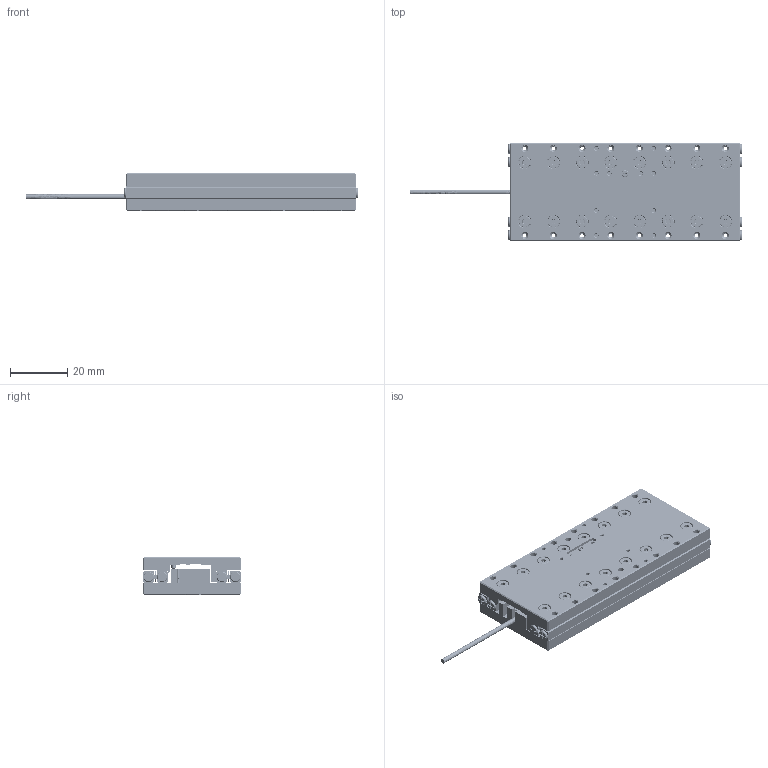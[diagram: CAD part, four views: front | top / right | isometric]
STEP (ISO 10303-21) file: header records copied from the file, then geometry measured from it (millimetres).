
FILE_DESCRIPTION(/* description */ (''),/* implementation_level */ '2;1');
FILE_NAME(/* name */ 'assy_1101_080_000_J6.stp',/* time_stamp */ '2024-03-18T17:07:52+01:00',/* author */ (''),/* organization */ (''),/* preprocessor_version */ 'ST-DEVELOPER v16',/* originating_system */ 'SIEMENS PLM Software NX 10.0',/* authorisation */ '');
FILE_SCHEMA (('AUTOMOTIVE_DESIGN { 1 0 10303 214 3 1 1 1 }'));
Length unit declared in the file: millimetre
Products named in the file (11): SV1080__21Z_Body; SV1080__21Z_Roller; Bout_M2_L6; cable; PACK-SMIB1.6-3_stp; plaatje_trekontlasting_A; ceramic_ruler_W3_T2_L80; top_plate_1101_080_002_H4; bottom_plate_1101_080_001_J4; SV1080_21Z; assy_1101_080_000_J6
Assembly tree (28 placements, depth 3):
  assy_1101_080_000_J6
    bottom_plate_1101_080_001_J4
    top_plate_1101_080_002_H4
    SV1080_21Z  x2
      SV1080__21Z_Roller
      SV1080__21Z_Body
    ceramic_ruler_W3_T2_L80
    plaatje_trekontlasting_A
    PACK-SMIB1.6-3_stp  x2
    cable
    Bout_M2_L6  x16
Bounding box: 115.8 x 34 x 13 mm (x, y, z)
Volume: 29913 mm3; surface area: 26398 mm2
Topology: 29 solids, 29 shells, 1596 faces, 4225 edges, 2680 vertices
Faces by surface type: plane 836, cylinder 358, cone 329, bspline 51, torus 22
Full cylindrical faces by diameter (mm): 1.25 x27, 1.567 x32, 1.6 x16, 1.675 x8, 1.7 x2, 2 x4, 2.05 x17, 2.4 x18, 3 x32, 3.4 x8, 3.6 x8, 4 x16, 4.4 x16
Entity records: 30445 total; most frequent: CARTESIAN_POINT 9247, DIRECTION 4180, ORIENTED_EDGE 3982, EDGE_CURVE 1991, AXIS2_PLACEMENT_3D 1507, VERTEX_POINT 1441, EDGE_LOOP 1330, LINE 1166
